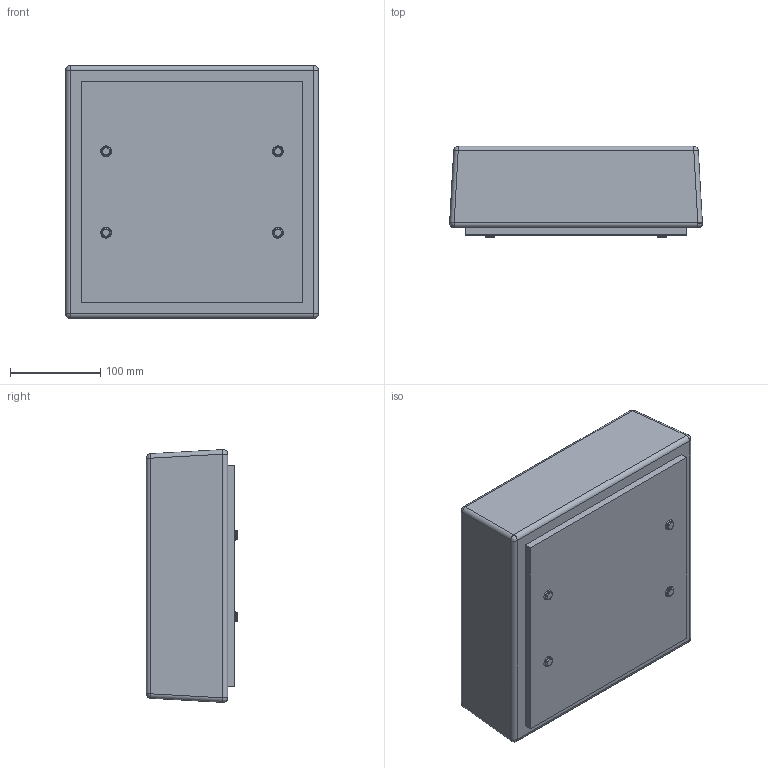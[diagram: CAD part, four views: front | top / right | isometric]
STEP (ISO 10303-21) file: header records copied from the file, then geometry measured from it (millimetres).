
FILE_DESCRIPTION (( 'STEP AP203' ), '1' );
FILE_NAME ('CUBI_28_P_PL_STEP.STEP', '2012-11-26T14:57:21', ( 'admin' ), ( '' ), 'SwSTEP 2.0', 'SolidWorks 2010', '' );
FILE_SCHEMA (( 'CONFIG_CONTROL_DESIGN' ));
Length unit declared in the file: millimetre
Products named in the file (1): CUBI_28_P_PL_STEP
Bounding box: 279.42 x 101 x 279.43 mm (x, y, z)
Surface area: 313023.4 mm2 (no closed solid volume)
Topology: 0 solids, 2 shells, 61 faces, 130 edges, 70 vertices
Faces by surface type: bspline 26, cylinder 20, plane 15
Entity records: 2138 total; most frequent: CARTESIAN_POINT 958, ORIENTED_EDGE 244, DIRECTION 212, EDGE_CURVE 124, AXIS2_PLACEMENT_3D 84, VERTEX_POINT 70, EDGE_LOOP 65, FACE_OUTER_BOUND 61
